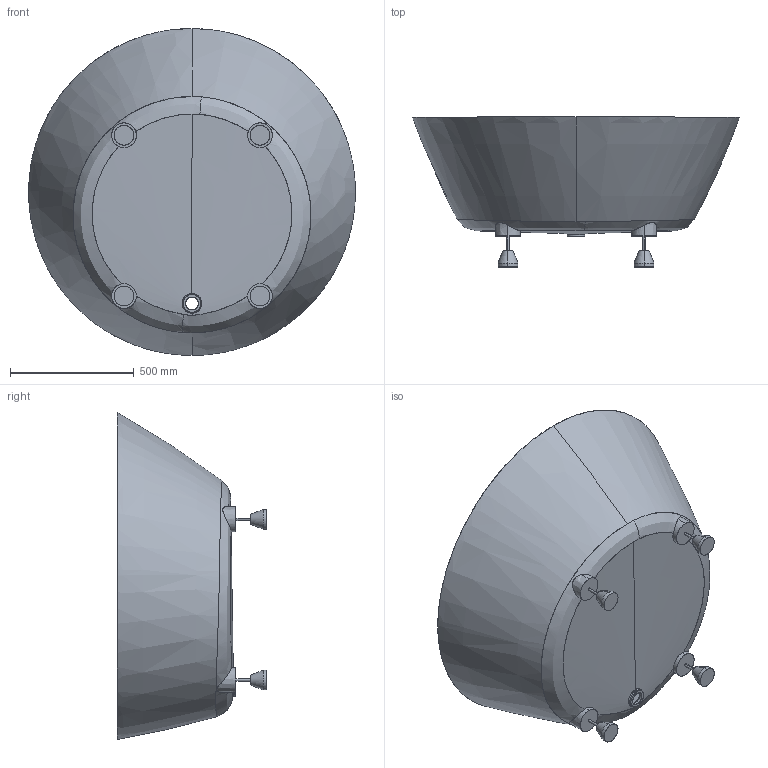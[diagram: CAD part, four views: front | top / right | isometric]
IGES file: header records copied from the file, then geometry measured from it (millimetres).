
Start section: SolidWorks IGES file using analytic representation for surfaces
Global section: file name: HA-1.IGS; native system: SolidWorks 2019; preprocessor: SolidWorks 2019; author: M.Poidinger; date: 200225.083012; units: millimetre
Bounding box: 1321.21 x 605 x 1321.64 mm (x, y, z)
Surface area: 4917328.6 mm2 (no closed solid volume)
Topology: 0 solids, 0 shells, 66 faces, 2571 edges, 2571 vertices
Faces by surface type: revolution 36, bspline 30
